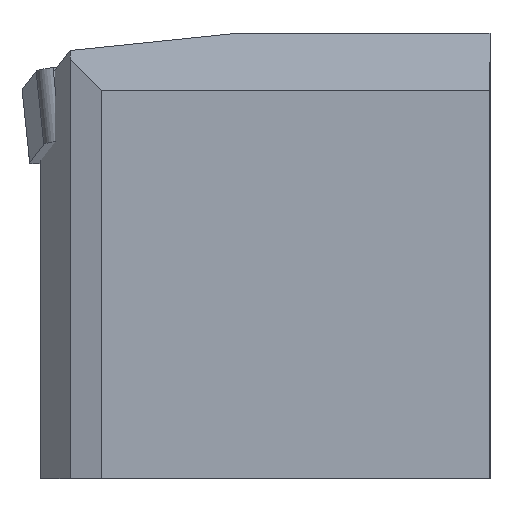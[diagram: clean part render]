
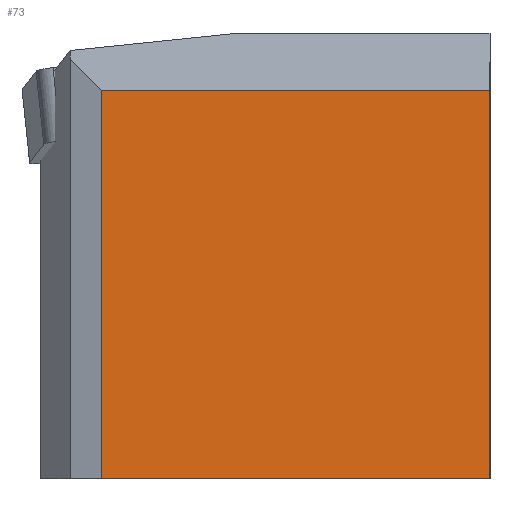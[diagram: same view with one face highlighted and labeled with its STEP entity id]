
A CAD part, left-side view. The second image highlights one B-rep face of the part: STEP entity #73.
In plain terms, the highlighted planar face has unit normal (-1, 0, 0).
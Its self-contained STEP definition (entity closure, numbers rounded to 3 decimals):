
#73=ADVANCED_FACE('',(#116),#97,.T.);
#97=PLANE('',#474);
#116=FACE_OUTER_BOUND('',#137,.T.);
#137=EDGE_LOOP('',(#198,#199,#200,#201));
#198=ORIENTED_EDGE('',*,*,#337,.F.);
#199=ORIENTED_EDGE('',*,*,#335,.F.);
#200=ORIENTED_EDGE('',*,*,#339,.T.);
#201=ORIENTED_EDGE('',*,*,#340,.T.);
#289=VERTEX_POINT('',#665);
#290=VERTEX_POINT('',#667);
#291=VERTEX_POINT('',#672);
#292=VERTEX_POINT('',#676);
#335=EDGE_CURVE('',#290,#289,#393,.T.);
#337=EDGE_CURVE('',#289,#291,#395,.T.);
#339=EDGE_CURVE('',#290,#292,#397,.T.);
#340=EDGE_CURVE('',#292,#291,#398,.T.);
#393=LINE('',#668,#441);
#395=LINE('',#671,#443);
#397=LINE('',#675,#445);
#398=LINE('',#677,#446);
#441=VECTOR('',#538,1.);
#443=VECTOR('',#542,1.);
#445=VECTOR('',#546,1.);
#446=VECTOR('',#547,1.);
#474=AXIS2_PLACEMENT_3D('',#678,#548,#549);
#538=DIRECTION('',(0.,0.,-1.));
#542=DIRECTION('',(0.,1.,0.));
#546=DIRECTION('',(0.,1.,0.));
#547=DIRECTION('',(0.,0.,-1.));
#548=DIRECTION('',(-1.,0.,0.));
#549=DIRECTION('',(0.,0.,-1.));
#665=CARTESIAN_POINT('',(-301.596,-60.489,-49.803));
#667=CARTESIAN_POINT('',(-301.596,-60.489,0.197));
#668=CARTESIAN_POINT('',(-301.596,-60.489,0.197));
#671=CARTESIAN_POINT('',(-301.596,-60.489,-49.803));
#672=CARTESIAN_POINT('',(-301.596,-10.489,-49.803));
#675=CARTESIAN_POINT('',(-301.596,-60.489,0.197));
#676=CARTESIAN_POINT('',(-301.596,-10.489,0.197));
#677=CARTESIAN_POINT('',(-301.596,-10.489,0.197));
#678=CARTESIAN_POINT('',(-301.596,-60.489,0.197));
